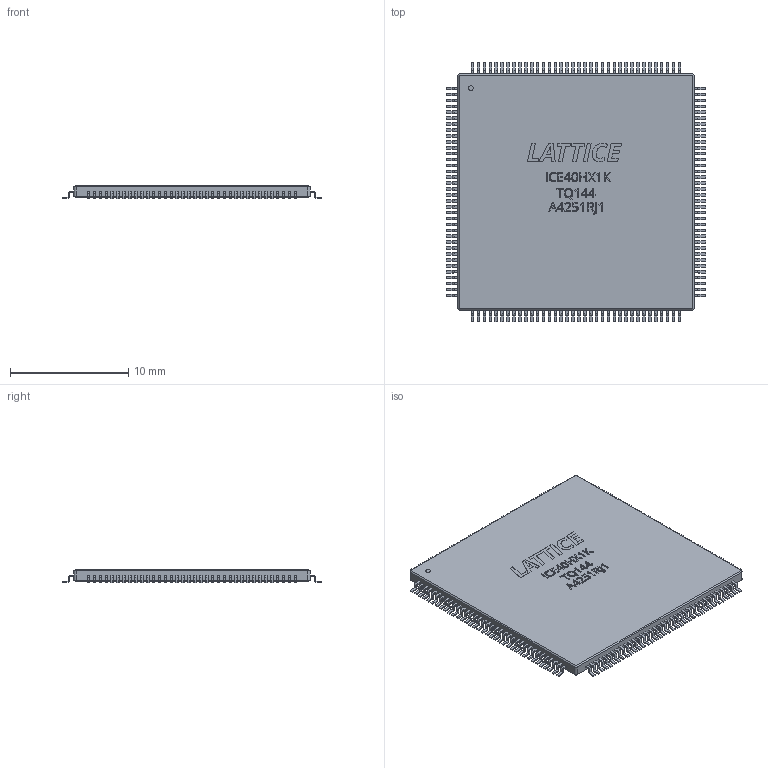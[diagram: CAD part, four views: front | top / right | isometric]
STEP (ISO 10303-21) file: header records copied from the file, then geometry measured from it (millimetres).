
FILE_DESCRIPTION(('FreeCAD Model'),'2;1');
FILE_NAME('TQFP-144-IPC-MD.step', '2016-06-20T12:28:31',('Author'),(''), 'Open CASCADE STEP processor 6.8','FreeCAD','Unknown');
FILE_SCHEMA(('AUTOMOTIVE_DESIGN_CC2 { 1 2 10303 214 -1 1 5 4 }'));
Length unit declared in the file: inch
Products named in the file (4): ASSEMBLY; body; text; pins
Assembly tree (3 placements, depth 2):
  ASSEMBLY
    body
    text
    pins
Bounding box: 22.02 x 22.02 x 1.12 mm (x, y, z)
Volume: 403.7 mm3; surface area: 1022.4 mm2
Topology: 175 solids, 175 shells, 2333 faces, 5930 edges, 3948 vertices
Faces by surface type: plane 1758, cylinder 437, extrusion 130, cone 8
Full cylindrical faces by diameter (mm): 0.4 x1
Entity records: 149828 total; most frequent: CARTESIAN_POINT 28053, DIRECTION 22223, VECTOR 15612, LINE 15482, ORIENTED_EDGE 11860, PCURVE 11860, DEFINITIONAL_REPRESENTATION 11860, EDGE_CURVE 5930
